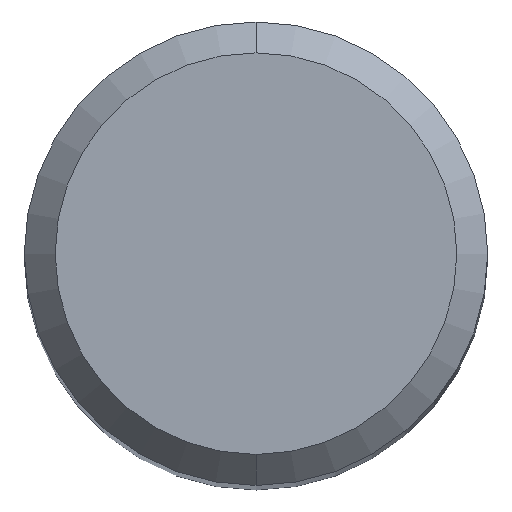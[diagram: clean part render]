
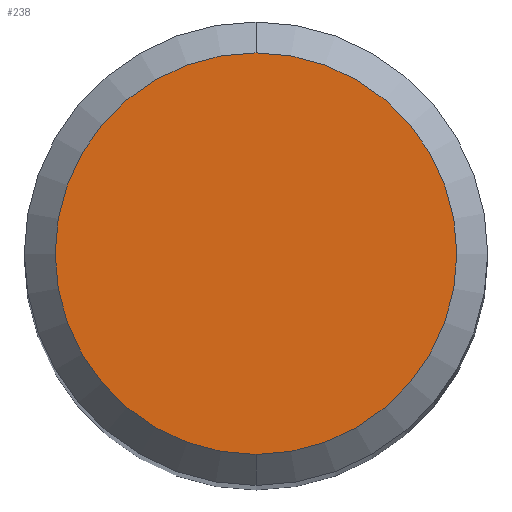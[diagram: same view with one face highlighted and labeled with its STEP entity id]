
A CAD part, top view. The second image highlights one B-rep face of the part: STEP entity #238.
In plain terms, the highlighted planar face has unit normal (0, 0, 1).
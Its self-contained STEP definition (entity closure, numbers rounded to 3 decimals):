
#146=EDGE_CURVE('',#222,#216,#315,.T.);
#156=EDGE_CURVE('',#216,#222,#326,.T.);
#216=VERTEX_POINT('',#393);
#222=VERTEX_POINT('',#400);
#238=ADVANCED_FACE('',(#419),#420,.T.);
#315=CIRCLE('',#499,2.6);
#326=CIRCLE('',#515,2.6);
#393=CARTESIAN_POINT('',(0.,-2.6,0.0));
#400=CARTESIAN_POINT('',(0.0,2.6,0.0));
#419=FACE_OUTER_BOUND('',#632,.T.);
#420=PLANE('',#633);
#499=AXIS2_PLACEMENT_3D('',#696,#697,#698);
#515=AXIS2_PLACEMENT_3D('',#714,#715,#716);
#632=EDGE_LOOP('',(#844,#845));
#633=AXIS2_PLACEMENT_3D('',#846,#847,#848);
#696=CARTESIAN_POINT('',(0.0,0.0,0.0));
#697=DIRECTION('',(0.0,0.0,-1.0));
#698=DIRECTION('',(0.0,1.0,0.0));
#714=CARTESIAN_POINT('',(0.0,0.0,0.0));
#715=DIRECTION('',(0.0,0.0,-1.0));
#716=DIRECTION('',(0.0,1.0,0.0));
#844=ORIENTED_EDGE('',*,*,#146,.F.);
#845=ORIENTED_EDGE('',*,*,#156,.F.);
#846=CARTESIAN_POINT('',(0.0,1.3,0.0));
#847=DIRECTION('',(-0.0,0.0,1.0));
#848=DIRECTION('',(0.0,-1.0,0.0));
